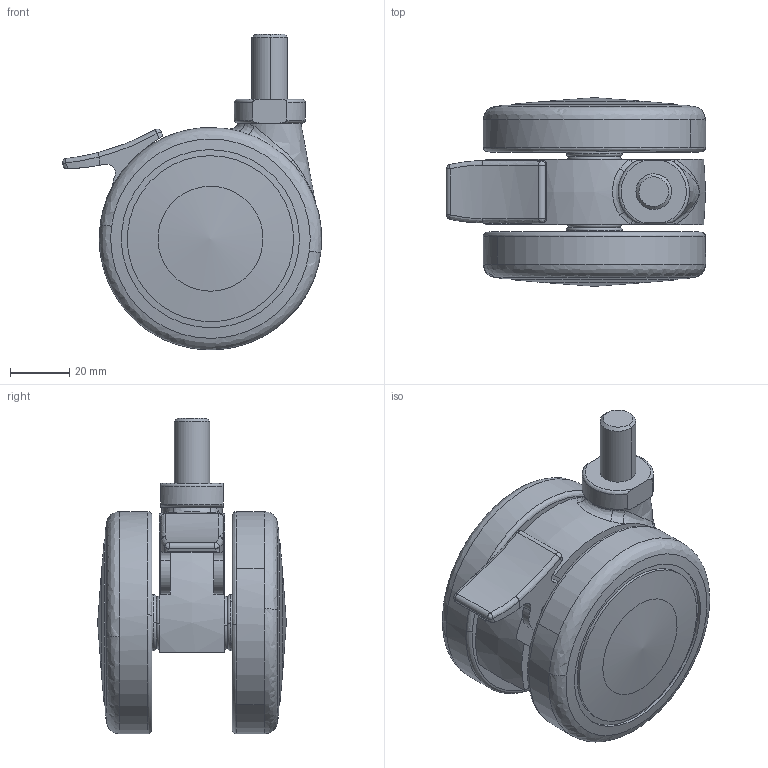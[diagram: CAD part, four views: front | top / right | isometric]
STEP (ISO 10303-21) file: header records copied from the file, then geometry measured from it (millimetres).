
FILE_DESCRIPTION((''),'2;1');
FILE_NAME('','2006-10-31T08:36:08',(''),(''),'','CADfix','');
FILE_SCHEMA(('AUTOMOTIVE_DESIGN'));
Length unit declared in the file: millimetre
Products named in the file (6): lever; wheel_mr; wheel; main shaft; body; SUS_TE75N12S_4747_36
Assembly tree (5 placements, depth 2):
  SUS_TE75N12S_4747_36
    lever
    wheel_mr
    wheel
    main shaft
    body
Bounding box: 87.44 x 63.63 x 106.5 mm (x, y, z)
Volume: 202741.4 mm3; surface area: 51851.1 mm2
Topology: 5 solids, 5 shells, 195 faces, 596 edges, 427 vertices
Faces by surface type: bspline 195
Entity records: 9009 total; most frequent: CARTESIAN_POINT 5702, ORIENTED_EDGE 1192, EDGE_CURVE 596, VERTEX_POINT 427, EDGE_LOOP 225, FACE_OUTER_BOUND 195, ADVANCED_FACE 195, QUASI_UNIFORM_CURVE 176
